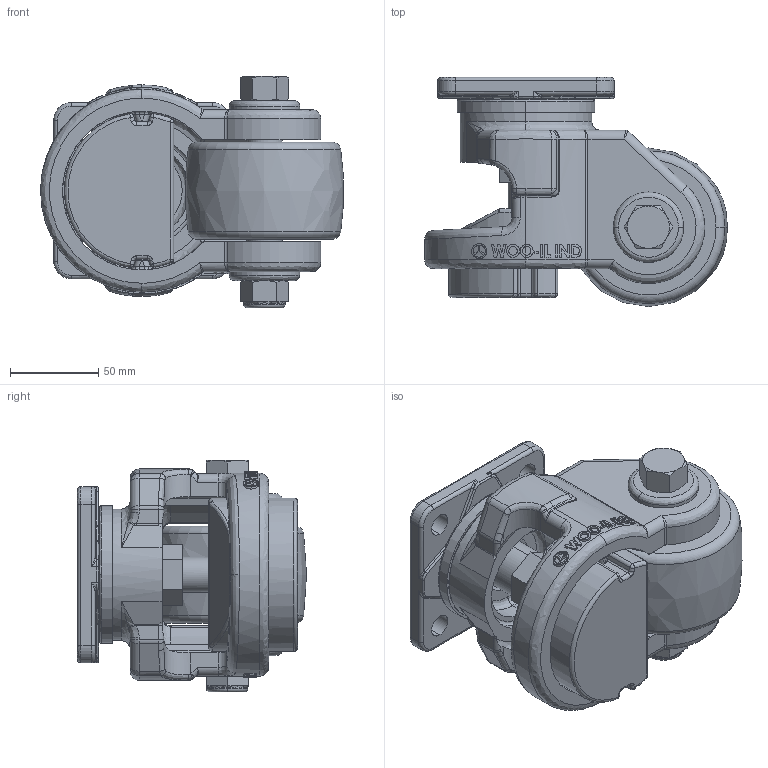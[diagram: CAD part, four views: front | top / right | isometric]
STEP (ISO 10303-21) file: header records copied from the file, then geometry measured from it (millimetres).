
FILE_DESCRIPTION (( 'STEP AP214' ), '1' );
FILE_NAME ('WI-150F.STEP', '2022-01-24T11:03:55', ( '' ), ( '' ), 'SwSTEP 2.0', 'SolidWorks 2019', '' );
FILE_SCHEMA (( 'AUTOMOTIVE_DESIGN' ));
Length unit declared in the file: millimetre
Products named in the file (1): WI-150F
Bounding box: 171.81 x 130 x 131.5 mm (x, y, z)
Volume: 1129702.1 mm3; surface area: 162503.3 mm2
Topology: 1 solids, 3 shells, 1013 faces, 2465 edges, 1467 vertices
Faces by surface type: bspline 342, plane 323, cylinder 281, cone 54, torus 13
Entity records: 57142 total; most frequent: CARTESIAN_POINT 36711, ORIENTED_EDGE 4836, DIRECTION 3422, EDGE_CURVE 2418, VERTEX_POINT 1467, AXIS2_PLACEMENT_3D 1251, EDGE_LOOP 1081, FACE_OUTER_BOUND 1013
